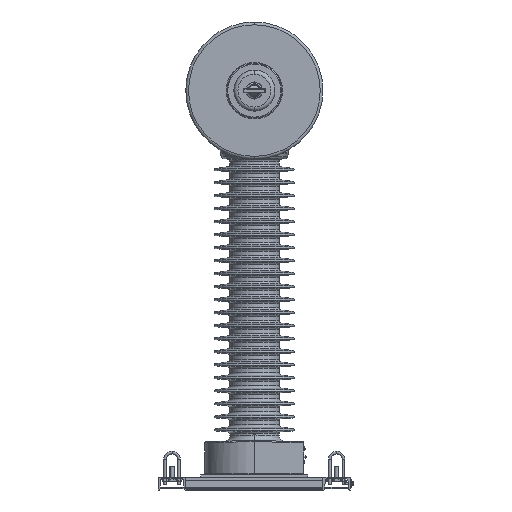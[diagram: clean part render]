
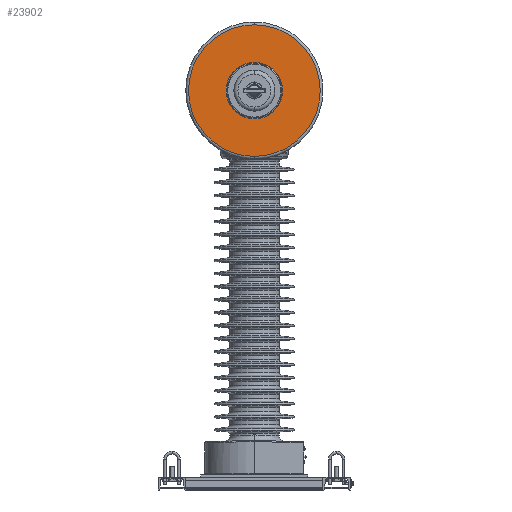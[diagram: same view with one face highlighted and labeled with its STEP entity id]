
A CAD part, front view. The second image highlights one B-rep face of the part: STEP entity #23902.
In plain terms, the highlighted planar face has unit normal (0, -1, 0).
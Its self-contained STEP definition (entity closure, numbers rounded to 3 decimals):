
#23902 = ADVANCED_FACE ( 'NONE', ( #23916, #24073 ), #36610, .F. ) ;
#23916 = FACE_BOUND ( 'NONE', #87978, .T. ) ;
#24073 = FACE_OUTER_BOUND ( 'NONE', #87968, .T. ) ;
#27503 = ORIENTED_EDGE ( 'NONE', *, *, #83115, .T. ) ;
#27535 = ORIENTED_EDGE ( 'NONE', *, *, #83082, .T. ) ;
#27583 = ORIENTED_EDGE ( 'NONE', *, *, #83048, .T. ) ;
#27595 = ORIENTED_EDGE ( 'NONE', *, *, #83002, .T. ) ;
#36610 = PLANE ( 'NONE',  #50701 ) ;
#36611 = CARTESIAN_POINT ( 'NONE',  ( 0., -933.5, 1390. ) ) ;
#36645 = DIRECTION ( 'NONE',  ( 0., 1., 0. ) ) ;
#36648 = DIRECTION ( 'NONE',  ( 0., 0., -1. ) ) ;
#50701 = AXIS2_PLACEMENT_3D ( 'NONE', #36611, #36645, #36648 ) ;
#64018 = AXIS2_PLACEMENT_3D ( 'NONE', #68997, #69053, #69063 ) ;
#64049 = AXIS2_PLACEMENT_3D ( 'NONE', #68947, #68926, #68964 ) ;
#64057 = AXIS2_PLACEMENT_3D ( 'NONE', #93006, #93055, #92990 ) ;
#64100 = AXIS2_PLACEMENT_3D ( 'NONE', #69229, #69231, #69209 ) ;
#68926 = DIRECTION ( 'NONE',  ( 0., -1., 0. ) ) ;
#68947 = CARTESIAN_POINT ( 'NONE',  ( 0., -933.5, 1390. ) ) ;
#68964 = DIRECTION ( 'NONE',  ( 0., 0., -1. ) ) ;
#68997 = CARTESIAN_POINT ( 'NONE',  ( 0., -933.5, 1390. ) ) ;
#69053 = DIRECTION ( 'NONE',  ( 0., 1., 0. ) ) ;
#69063 = DIRECTION ( 'NONE',  ( 0., 0., -1. ) ) ;
#69209 = DIRECTION ( 'NONE',  ( 0., 0., -1. ) ) ;
#69229 = CARTESIAN_POINT ( 'NONE',  ( 0., -933.5, 1390. ) ) ;
#69231 = DIRECTION ( 'NONE',  ( 0., -1., 0. ) ) ;
#83002 = EDGE_CURVE ( 'NONE', #97715, #97643, #92320, .T. ) ;
#83048 = EDGE_CURVE ( 'NONE', #97713, #97690, #92353, .T. ) ;
#83082 = EDGE_CURVE ( 'NONE', #97643, #97715, #92377, .T. ) ;
#83115 = EDGE_CURVE ( 'NONE', #97690, #97713, #92382, .T. ) ;
#87968 = EDGE_LOOP ( 'NONE', ( #27583, #27503 ) ) ;
#87978 = EDGE_LOOP ( 'NONE', ( #27535, #27595 ) ) ;
#92320 = CIRCLE ( 'NONE', #64057, 102.897 ) ;
#92353 = CIRCLE ( 'NONE', #64049, 240. ) ;
#92377 = CIRCLE ( 'NONE', #64018, 102.897 ) ;
#92382 = CIRCLE ( 'NONE', #64100, 240. ) ;
#92990 = DIRECTION ( 'NONE',  ( 0., 0., -1. ) ) ;
#93006 = CARTESIAN_POINT ( 'NONE',  ( 0., -933.5, 1390. ) ) ;
#93055 = DIRECTION ( 'NONE',  ( 0., 1., 0. ) ) ;
#97643 = VERTEX_POINT ( 'NONE', #111422 ) ;
#97690 = VERTEX_POINT ( 'NONE', #111449 ) ;
#97713 = VERTEX_POINT ( 'NONE', #111490 ) ;
#97715 = VERTEX_POINT ( 'NONE', #111484 ) ;
#111422 = CARTESIAN_POINT ( 'NONE',  ( 0., -933.5, 1287.103 ) ) ;
#111449 = CARTESIAN_POINT ( 'NONE',  ( 0., -933.5, 1630. ) ) ;
#111484 = CARTESIAN_POINT ( 'NONE',  ( 0., -933.5, 1492.897 ) ) ;
#111490 = CARTESIAN_POINT ( 'NONE',  ( 0., -933.5, 1150. ) ) ;
